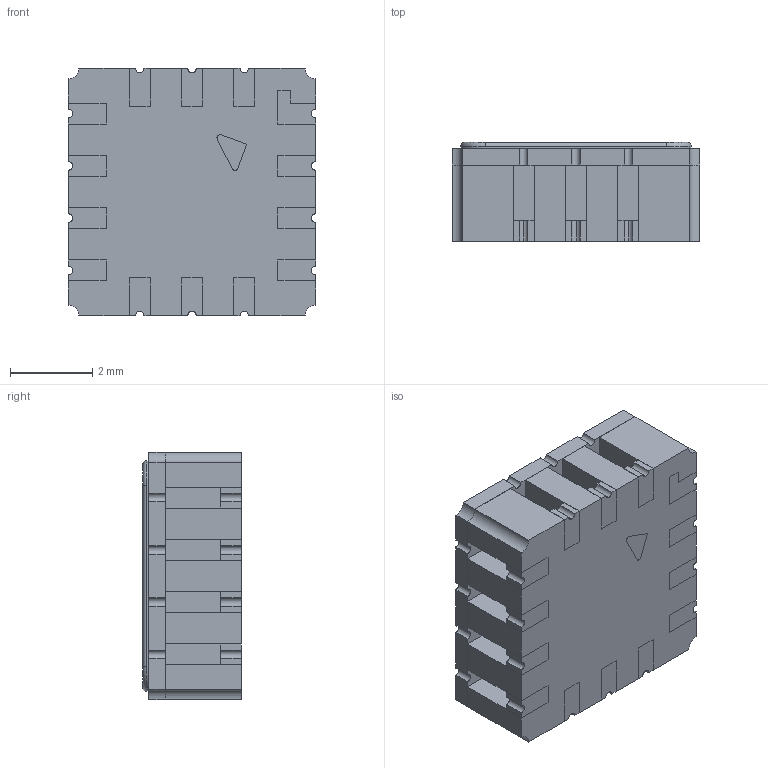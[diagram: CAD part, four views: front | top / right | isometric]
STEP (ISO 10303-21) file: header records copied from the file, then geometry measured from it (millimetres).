
FILE_DESCRIPTION (( 'STEP AP214' ), '1' );
FILE_NAME ('ADXL355BEZ-RL7.STEP', '2019-06-27T12:36:37', ( '' ), ( '' ), 'SwSTEP 2.0', 'SolidWorks 2017', '' );
FILE_SCHEMA (( 'AUTOMOTIVE_DESIGN' ));
Length unit declared in the file: millimetre
Products named in the file (1): ADXL355BEZ-RL7
Bounding box: 6 x 2.4 x 6 mm (x, y, z)
Volume: 76.1 mm3; surface area: 397.7 mm2
Topology: 19 solids, 19 shells, 300 faces, 775 edges, 514 vertices
Faces by surface type: plane 219, cylinder 77, torus 4
Entity records: 9289 total; most frequent: CARTESIAN_POINT 1590, ORIENTED_EDGE 1550, DIRECTION 1535, EDGE_CURVE 775, LINE 617, VECTOR 617, VERTEX_POINT 514, AXIS2_PLACEMENT_3D 459
